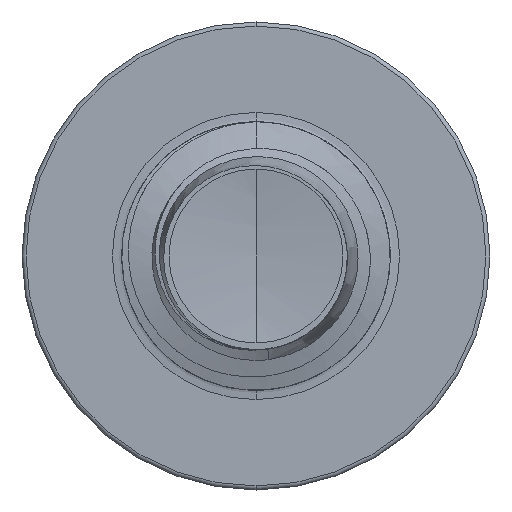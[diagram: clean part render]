
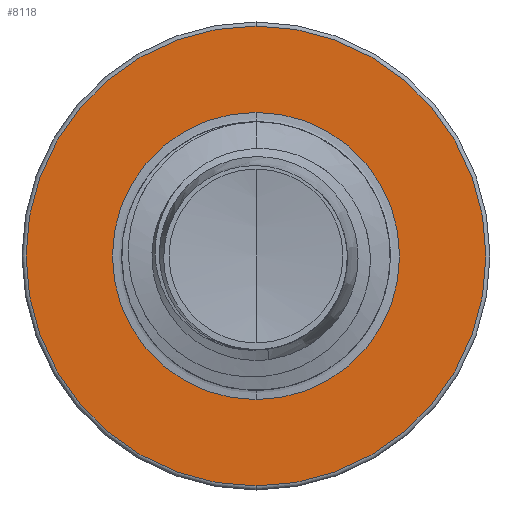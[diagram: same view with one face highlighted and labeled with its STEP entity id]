
A CAD part, front view. The second image highlights one B-rep face of the part: STEP entity #8118.
In plain terms, the highlighted planar face has unit normal (0, -1, 0).
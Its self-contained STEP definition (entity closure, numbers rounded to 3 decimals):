
#193 = AXIS2_PLACEMENT_3D ( 'NONE', #14594, #4218, #16352 ) ;
#343 = EDGE_CURVE ( 'NONE', #19959, #6193, #14339, .T. ) ;
#443 = VERTEX_POINT ( 'NONE', #11959 ) ;
#1383 = VERTEX_POINT ( 'NONE', #19528 ) ;
#3163 = DIRECTION ( 'NONE',  ( 0., 1., 0. ) ) ;
#3184 = CARTESIAN_POINT ( 'NONE',  ( 0., 8., 0. ) ) ;
#3459 = CARTESIAN_POINT ( 'NONE',  ( 0., 8., -1.872 ) ) ;
#3587 = ORIENTED_EDGE ( 'NONE', *, *, #15170, .T. ) ;
#3826 = ORIENTED_EDGE ( 'NONE', *, *, #343, .F. ) ;
#4218 = DIRECTION ( 'NONE',  ( 0., 1., 0. ) ) ;
#4919 = DIRECTION ( 'NONE',  ( 0., 0., 1. ) ) ;
#5132 = CIRCLE ( 'NONE', #14406, 1.872 ) ;
#5275 = DIRECTION ( 'NONE',  ( 0., 0., 1. ) ) ;
#5291 = EDGE_LOOP ( 'NONE', ( #5312, #3587 ) ) ;
#5312 = ORIENTED_EDGE ( 'NONE', *, *, #12904, .T. ) ;
#5411 = EDGE_LOOP ( 'NONE', ( #3826, #8654 ) ) ;
#6193 = VERTEX_POINT ( 'NONE', #13145 ) ;
#7657 = CARTESIAN_POINT ( 'NONE',  ( 0., 8., 0. ) ) ;
#8118 = ADVANCED_FACE ( 'NONE', ( #18817, #19903 ), #10416, .F. ) ;
#8654 = ORIENTED_EDGE ( 'NONE', *, *, #22198, .F. ) ;
#9369 = DIRECTION ( 'NONE',  ( 0., 0., 1. ) ) ;
#10416 = PLANE ( 'NONE',  #14765 ) ;
#11959 = CARTESIAN_POINT ( 'NONE',  ( 0., 8., 1.872 ) ) ;
#12904 = EDGE_CURVE ( 'NONE', #443, #1383, #17918, .T. ) ;
#13145 = CARTESIAN_POINT ( 'NONE',  ( 0., 8., -2.997 ) ) ;
#13525 = CARTESIAN_POINT ( 'NONE',  ( 0., 8., 0. ) ) ;
#14339 = CIRCLE ( 'NONE', #19005, 2.997 ) ;
#14406 = AXIS2_PLACEMENT_3D ( 'NONE', #7657, #19778, #9369 ) ;
#14594 = CARTESIAN_POINT ( 'NONE',  ( 0., 8., 0. ) ) ;
#14765 = AXIS2_PLACEMENT_3D ( 'NONE', #3459, #15651, #5275 ) ;
#15170 = EDGE_CURVE ( 'NONE', #1383, #443, #5132, .T. ) ;
#15274 = DIRECTION ( 'NONE',  ( 0., 0., 1. ) ) ;
#15292 = DIRECTION ( 'NONE',  ( 0., 1., 0. ) ) ;
#15651 = DIRECTION ( 'NONE',  ( 0., 1., 0. ) ) ;
#16352 = DIRECTION ( 'NONE',  ( 0., 0., 1. ) ) ;
#17079 = CARTESIAN_POINT ( 'NONE',  ( 0., 8., 2.998 ) ) ;
#17918 = CIRCLE ( 'NONE', #193, 1.872 ) ;
#18304 = AXIS2_PLACEMENT_3D ( 'NONE', #13525, #3163, #15274 ) ;
#18817 = FACE_OUTER_BOUND ( 'NONE', #5411, .T. ) ;
#19005 = AXIS2_PLACEMENT_3D ( 'NONE', #3184, #15292, #4919 ) ;
#19528 = CARTESIAN_POINT ( 'NONE',  ( 0., 8., -1.872 ) ) ;
#19778 = DIRECTION ( 'NONE',  ( 0., 1., 0. ) ) ;
#19903 = FACE_BOUND ( 'NONE', #5291, .T. ) ;
#19959 = VERTEX_POINT ( 'NONE', #17079 ) ;
#22164 = CIRCLE ( 'NONE', #18304, 2.997 ) ;
#22198 = EDGE_CURVE ( 'NONE', #6193, #19959, #22164, .T. ) ;
